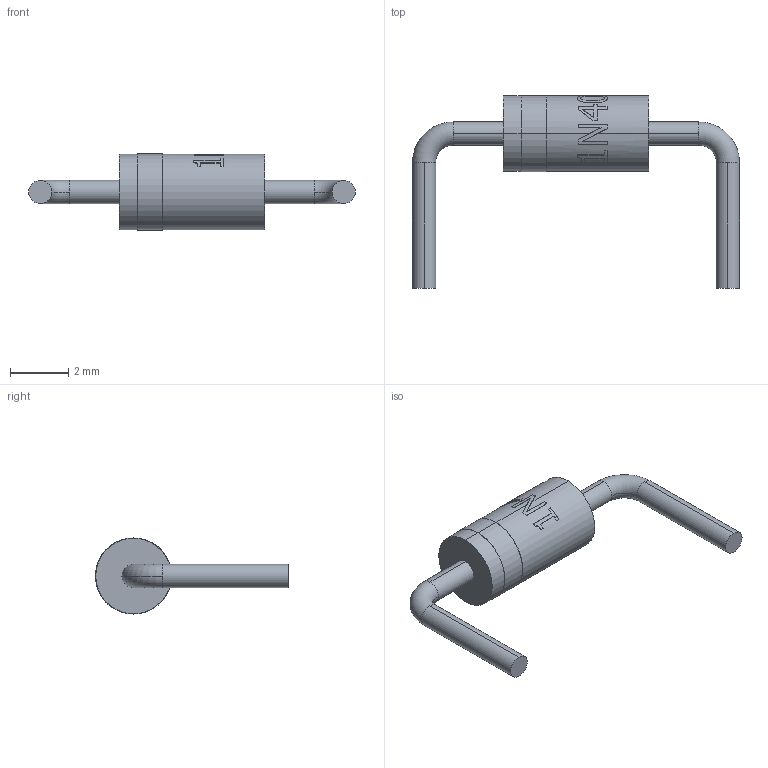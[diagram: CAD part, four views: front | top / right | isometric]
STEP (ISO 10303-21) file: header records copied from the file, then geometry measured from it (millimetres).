
FILE_DESCRIPTION (( 'STEP AP214' ), '1' );
FILE_NAME ('diode-1n4007-made-by-edu-10_46mm.STEP', '2014-04-03T17:08:14', ( 'edu' ), ( '' ), 'SwSTEP 2.0', 'SolidWorks 2013', '' );
FILE_SCHEMA (( 'AUTOMOTIVE_DESIGN' ));
Length unit declared in the file: millimetre
Products named in the file (1): diode-1n4007-made-by-edu-10_46mm
Bounding box: 11.26 x 6.64 x 2.62 mm (x, y, z)
Volume: 34.3 mm3; surface area: 90.3 mm2
Topology: 1 solids, 1 shells, 99 faces, 255 edges, 170 vertices
Faces by surface type: plane 41, bspline 31, cylinder 23, torus 4
Entity records: 12296 total; most frequent: CARTESIAN_POINT 8926, ORIENTED_EDGE 510, DIRECTION 401, EDGE_CURVE 255, VERTEX_POINT 170, AXIS2_PLACEMENT_3D 145, VECTOR 111, LINE 111
